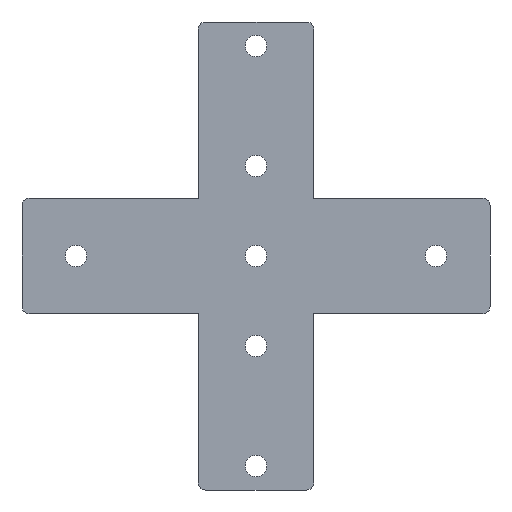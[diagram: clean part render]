
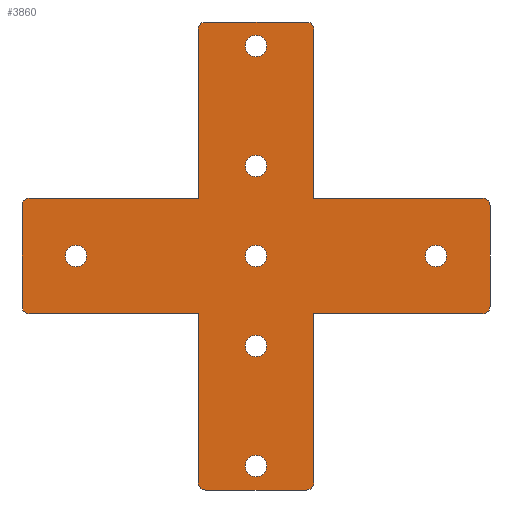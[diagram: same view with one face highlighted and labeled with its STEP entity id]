
A CAD part, front view. The second image highlights one B-rep face of the part: STEP entity #3860.
In plain terms, the highlighted planar face has unit normal (0, -1, 0).
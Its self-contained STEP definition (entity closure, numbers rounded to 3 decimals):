
#60=CARTESIAN_POINT('',(-94.5,-3.,21.));
#70=DIRECTION('',(0.,1.,0.));
#80=DIRECTION('',(-1.,0.,0.));
#90=AXIS2_PLACEMENT_3D('',#60,#70,#80);
#100=CIRCLE('',#90,3.);
#110=CARTESIAN_POINT('',(-97.5,-3.,21.));
#120=VERTEX_POINT('',#110);
#130=CARTESIAN_POINT('',(-94.5,-3.,24.));
#140=VERTEX_POINT('',#130);
#150=EDGE_CURVE('',#120,#140,#100,.T.);
#610=CARTESIAN_POINT('',(-24.,-3.,24.));
#620=VERTEX_POINT('',#610);
#650=CARTESIAN_POINT('',(0.,-3.,24.));
#660=DIRECTION('',(1.,0.,0.));
#670=VECTOR('',#660,1.);
#680=LINE('',#650,#670);
#690=EDGE_CURVE('',#140,#620,#680,.T.);
#790=CARTESIAN_POINT('',(-94.5,-3.,-21.));
#800=DIRECTION('',(0.,1.,0.));
#810=DIRECTION('',(-1.,0.,0.));
#820=AXIS2_PLACEMENT_3D('',#790,#800,#810);
#830=CIRCLE('',#820,3.);
#840=CARTESIAN_POINT('',(-94.5,-3.,-24.));
#850=VERTEX_POINT('',#840);
#860=CARTESIAN_POINT('',(-97.5,-3.,-21.));
#870=VERTEX_POINT('',#860);
#880=EDGE_CURVE('',#850,#870,#830,.T.);
#1290=CARTESIAN_POINT('',(-97.5,-3.,0.));
#1300=DIRECTION('',(0.,0.,1.));
#1310=VECTOR('',#1300,1.);
#1320=LINE('',#1290,#1310);
#1330=EDGE_CURVE('',#870,#120,#1320,.T.);
#1380=CARTESIAN_POINT('',(-98.,-3.,-98.));
#1390=DIRECTION('',(-0.,-1.,-0.));
#1400=DIRECTION('',(-1.,0.,0.));
#1410=AXIS2_PLACEMENT_3D('',#1380,#1390,#1400);
#1420=PLANE('',#1410);
#1430=CARTESIAN_POINT('',(-21.,-3.,94.5));
#1440=DIRECTION('',(0.,1.,0.));
#1450=DIRECTION('',(-1.,0.,0.));
#1460=AXIS2_PLACEMENT_3D('',#1430,#1440,#1450);
#1470=CIRCLE('',#1460,3.);
#1480=CARTESIAN_POINT('',(-24.,-3.,94.5));
#1490=VERTEX_POINT('',#1480);
#1500=CARTESIAN_POINT('',(-21.,-3.,97.5));
#1510=VERTEX_POINT('',#1500);
#1520=EDGE_CURVE('',#1490,#1510,#1470,.T.);
#1530=ORIENTED_EDGE('',*,*,#1520,.F.);
#1540=CARTESIAN_POINT('',(0.,-3.,97.5));
#1550=DIRECTION('',(1.,0.,0.));
#1560=VECTOR('',#1550,1.);
#1570=LINE('',#1540,#1560);
#1580=CARTESIAN_POINT('',(21.,-3.,97.5));
#1590=VERTEX_POINT('',#1580);
#1600=EDGE_CURVE('',#1510,#1590,#1570,.T.);
#1610=ORIENTED_EDGE('',*,*,#1600,.F.);
#1620=CARTESIAN_POINT('',(21.,-3.,94.5));
#1630=DIRECTION('',(0.,1.,0.));
#1640=DIRECTION('',(-1.,0.,0.));
#1650=AXIS2_PLACEMENT_3D('',#1620,#1630,#1640);
#1660=CIRCLE('',#1650,3.);
#1670=CARTESIAN_POINT('',(24.,-3.,94.5));
#1680=VERTEX_POINT('',#1670);
#1690=EDGE_CURVE('',#1590,#1680,#1660,.T.);
#1700=ORIENTED_EDGE('',*,*,#1690,.F.);
#1710=CARTESIAN_POINT('',(24.,-3.,0.));
#1720=DIRECTION('',(0.,0.,-1.));
#1730=VECTOR('',#1720,1.);
#1740=LINE('',#1710,#1730);
#1750=CARTESIAN_POINT('',(24.,-3.,24.));
#1760=VERTEX_POINT('',#1750);
#1770=EDGE_CURVE('',#1680,#1760,#1740,.T.);
#1780=ORIENTED_EDGE('',*,*,#1770,.F.);
#1790=CARTESIAN_POINT('',(0.,-3.,24.));
#1800=DIRECTION('',(1.,0.,0.));
#1810=VECTOR('',#1800,1.);
#1820=LINE('',#1790,#1810);
#1830=CARTESIAN_POINT('',(94.5,-3.,24.));
#1840=VERTEX_POINT('',#1830);
#1850=EDGE_CURVE('',#1760,#1840,#1820,.T.);
#1860=ORIENTED_EDGE('',*,*,#1850,.F.);
#1870=CARTESIAN_POINT('',(94.5,-3.,21.));
#1880=DIRECTION('',(0.,1.,0.));
#1890=DIRECTION('',(-1.,0.,0.));
#1900=AXIS2_PLACEMENT_3D('',#1870,#1880,#1890);
#1910=CIRCLE('',#1900,3.);
#1920=CARTESIAN_POINT('',(97.5,-3.,21.));
#1930=VERTEX_POINT('',#1920);
#1940=EDGE_CURVE('',#1840,#1930,#1910,.T.);
#1950=ORIENTED_EDGE('',*,*,#1940,.F.);
#1960=CARTESIAN_POINT('',(97.5,-3.,0.));
#1970=DIRECTION('',(0.,0.,-1.));
#1980=VECTOR('',#1970,1.);
#1990=LINE('',#1960,#1980);
#2000=CARTESIAN_POINT('',(97.5,-3.,-21.));
#2010=VERTEX_POINT('',#2000);
#2020=EDGE_CURVE('',#1930,#2010,#1990,.T.);
#2030=ORIENTED_EDGE('',*,*,#2020,.F.);
#2040=CARTESIAN_POINT('',(94.5,-3.,-21.));
#2050=DIRECTION('',(0.,1.,0.));
#2060=DIRECTION('',(-1.,0.,0.));
#2070=AXIS2_PLACEMENT_3D('',#2040,#2050,#2060);
#2080=CIRCLE('',#2070,3.);
#2090=CARTESIAN_POINT('',(94.5,-3.,-24.));
#2100=VERTEX_POINT('',#2090);
#2110=EDGE_CURVE('',#2010,#2100,#2080,.T.);
#2120=ORIENTED_EDGE('',*,*,#2110,.F.);
#2130=CARTESIAN_POINT('',(0.,-3.,-24.));
#2140=DIRECTION('',(-1.,0.,0.));
#2150=VECTOR('',#2140,1.);
#2160=LINE('',#2130,#2150);
#2170=CARTESIAN_POINT('',(24.,-3.,-24.));
#2180=VERTEX_POINT('',#2170);
#2190=EDGE_CURVE('',#2100,#2180,#2160,.T.);
#2200=ORIENTED_EDGE('',*,*,#2190,.F.);
#2210=CARTESIAN_POINT('',(24.,-3.,0.));
#2220=DIRECTION('',(0.,0.,-1.));
#2230=VECTOR('',#2220,1.);
#2240=LINE('',#2210,#2230);
#2250=CARTESIAN_POINT('',(24.,-3.,-94.5));
#2260=VERTEX_POINT('',#2250);
#2270=EDGE_CURVE('',#2180,#2260,#2240,.T.);
#2280=ORIENTED_EDGE('',*,*,#2270,.F.);
#2290=CARTESIAN_POINT('',(21.,-3.,-94.5));
#2300=DIRECTION('',(0.,1.,0.));
#2310=DIRECTION('',(-1.,0.,0.));
#2320=AXIS2_PLACEMENT_3D('',#2290,#2300,#2310);
#2330=CIRCLE('',#2320,3.);
#2340=CARTESIAN_POINT('',(21.,-3.,-97.5));
#2350=VERTEX_POINT('',#2340);
#2360=EDGE_CURVE('',#2260,#2350,#2330,.T.);
#2370=ORIENTED_EDGE('',*,*,#2360,.F.);
#2380=CARTESIAN_POINT('',(0.,-3.,-97.5));
#2390=DIRECTION('',(-1.,0.,0.));
#2400=VECTOR('',#2390,1.);
#2410=LINE('',#2380,#2400);
#2420=CARTESIAN_POINT('',(-21.,-3.,-97.5));
#2430=VERTEX_POINT('',#2420);
#2440=EDGE_CURVE('',#2350,#2430,#2410,.T.);
#2450=ORIENTED_EDGE('',*,*,#2440,.F.);
#2460=CARTESIAN_POINT('',(-21.,-3.,-94.5));
#2470=DIRECTION('',(0.,1.,0.));
#2480=DIRECTION('',(-1.,0.,0.));
#2490=AXIS2_PLACEMENT_3D('',#2460,#2470,#2480);
#2500=CIRCLE('',#2490,3.);
#2510=CARTESIAN_POINT('',(-24.,-3.,-94.5));
#2520=VERTEX_POINT('',#2510);
#2530=EDGE_CURVE('',#2430,#2520,#2500,.T.);
#2540=ORIENTED_EDGE('',*,*,#2530,.F.);
#2550=CARTESIAN_POINT('',(-24.,-3.,0.));
#2560=DIRECTION('',(0.,0.,1.));
#2570=VECTOR('',#2560,1.);
#2580=LINE('',#2550,#2570);
#2590=CARTESIAN_POINT('',(-24.,-3.,-24.));
#2600=VERTEX_POINT('',#2590);
#2610=EDGE_CURVE('',#2520,#2600,#2580,.T.);
#2620=ORIENTED_EDGE('',*,*,#2610,.F.);
#2630=CARTESIAN_POINT('',(0.,-3.,-24.));
#2640=DIRECTION('',(-1.,0.,0.));
#2650=VECTOR('',#2640,1.);
#2660=LINE('',#2630,#2650);
#2670=EDGE_CURVE('',#2600,#850,#2660,.T.);
#2680=ORIENTED_EDGE('',*,*,#2670,.F.);
#2690=ORIENTED_EDGE('',*,*,#880,.F.);
#2700=ORIENTED_EDGE('',*,*,#1330,.F.);
#2710=ORIENTED_EDGE('',*,*,#150,.F.);
#2720=ORIENTED_EDGE('',*,*,#690,.F.);
#2730=CARTESIAN_POINT('',(-24.,-3.,0.));
#2740=DIRECTION('',(0.,0.,1.));
#2750=VECTOR('',#2740,1.);
#2760=LINE('',#2730,#2750);
#2770=EDGE_CURVE('',#620,#1490,#2760,.T.);
#2780=ORIENTED_EDGE('',*,*,#2770,.F.);
#2790=EDGE_LOOP('',(#2780,#2720,#2710,#2700,#2690,#2680,#2620,#2540,
#2450,#2370,#2280,#2200,#2120,#2030,#1950,#1860,#1780,#1700,#1610,#1530)
);
#2800=FACE_OUTER_BOUND('',#2790,.T.);
#2810=CARTESIAN_POINT('',(-75.,-3.,0.));
#2820=DIRECTION('',(0.,-1.,0.));
#2830=DIRECTION('',(0.,0.,-1.));
#2840=AXIS2_PLACEMENT_3D('',#2810,#2820,#2830);
#2850=CIRCLE('',#2840,4.5);
#2860=CARTESIAN_POINT('',(-75.,-3.,-4.5));
#2870=VERTEX_POINT('',#2860);
#2880=CARTESIAN_POINT('',(-75.,-3.,4.5));
#2890=VERTEX_POINT('',#2880);
#2900=EDGE_CURVE('',#2870,#2890,#2850,.T.);
#2910=ORIENTED_EDGE('',*,*,#2900,.F.);
#2920=EDGE_CURVE('',#2890,#2870,#2850,.T.);
#2930=ORIENTED_EDGE('',*,*,#2920,.F.);
#2940=EDGE_LOOP('',(#2930,#2910));
#2950=FACE_BOUND('',#2940,.T.);
#2960=CARTESIAN_POINT('',(0.,-3.,87.5));
#2970=DIRECTION('',(0.,-1.,0.));
#2980=DIRECTION('',(0.,0.,-1.));
#2990=AXIS2_PLACEMENT_3D('',#2960,#2970,#2980);
#3000=CIRCLE('',#2990,4.5);
#3010=CARTESIAN_POINT('',(0.,-3.,83.));
#3020=VERTEX_POINT('',#3010);
#3030=CARTESIAN_POINT('',(0.,-3.,92.));
#3040=VERTEX_POINT('',#3030);
#3050=EDGE_CURVE('',#3020,#3040,#3000,.T.);
#3060=ORIENTED_EDGE('',*,*,#3050,.F.);
#3070=EDGE_CURVE('',#3040,#3020,#3000,.T.);
#3080=ORIENTED_EDGE('',*,*,#3070,.F.);
#3090=EDGE_LOOP('',(#3080,#3060));
#3100=FACE_BOUND('',#3090,.T.);
#3110=CARTESIAN_POINT('',(0.,-3.,37.5));
#3120=DIRECTION('',(0.,-1.,0.));
#3130=DIRECTION('',(0.,0.,-1.));
#3140=AXIS2_PLACEMENT_3D('',#3110,#3120,#3130);
#3150=CIRCLE('',#3140,4.5);
#3160=CARTESIAN_POINT('',(0.,-3.,33.));
#3170=VERTEX_POINT('',#3160);
#3180=CARTESIAN_POINT('',(0.,-3.,42.));
#3190=VERTEX_POINT('',#3180);
#3200=EDGE_CURVE('',#3170,#3190,#3150,.T.);
#3210=ORIENTED_EDGE('',*,*,#3200,.F.);
#3220=EDGE_CURVE('',#3190,#3170,#3150,.T.);
#3230=ORIENTED_EDGE('',*,*,#3220,.F.);
#3240=EDGE_LOOP('',(#3230,#3210));
#3250=FACE_BOUND('',#3240,.T.);
#3260=CARTESIAN_POINT('',(0.,-3.,-87.5));
#3270=DIRECTION('',(0.,-1.,0.));
#3280=DIRECTION('',(0.,0.,-1.));
#3290=AXIS2_PLACEMENT_3D('',#3260,#3270,#3280);
#3300=CIRCLE('',#3290,4.5);
#3310=CARTESIAN_POINT('',(0.,-3.,-92.));
#3320=VERTEX_POINT('',#3310);
#3330=CARTESIAN_POINT('',(0.,-3.,-83.));
#3340=VERTEX_POINT('',#3330);
#3350=EDGE_CURVE('',#3320,#3340,#3300,.T.);
#3360=ORIENTED_EDGE('',*,*,#3350,.F.);
#3370=EDGE_CURVE('',#3340,#3320,#3300,.T.);
#3380=ORIENTED_EDGE('',*,*,#3370,.F.);
#3390=EDGE_LOOP('',(#3380,#3360));
#3400=FACE_BOUND('',#3390,.T.);
#3410=CARTESIAN_POINT('',(0.,-3.,-37.5));
#3420=DIRECTION('',(0.,-1.,0.));
#3430=DIRECTION('',(0.,0.,-1.));
#3440=AXIS2_PLACEMENT_3D('',#3410,#3420,#3430);
#3450=CIRCLE('',#3440,4.5);
#3460=CARTESIAN_POINT('',(0.,-3.,-42.));
#3470=VERTEX_POINT('',#3460);
#3480=CARTESIAN_POINT('',(0.,-3.,-33.));
#3490=VERTEX_POINT('',#3480);
#3500=EDGE_CURVE('',#3470,#3490,#3450,.T.);
#3510=ORIENTED_EDGE('',*,*,#3500,.F.);
#3520=EDGE_CURVE('',#3490,#3470,#3450,.T.);
#3530=ORIENTED_EDGE('',*,*,#3520,.F.);
#3540=EDGE_LOOP('',(#3530,#3510));
#3550=FACE_BOUND('',#3540,.T.);
#3560=CARTESIAN_POINT('',(0.,-3.,0.));
#3570=DIRECTION('',(0.,-1.,0.));
#3580=DIRECTION('',(0.,0.,-1.));
#3590=AXIS2_PLACEMENT_3D('',#3560,#3570,#3580);
#3600=CIRCLE('',#3590,4.5);
#3610=CARTESIAN_POINT('',(0.,-3.,-4.5));
#3620=VERTEX_POINT('',#3610);
#3630=CARTESIAN_POINT('',(0.,-3.,4.5));
#3640=VERTEX_POINT('',#3630);
#3650=EDGE_CURVE('',#3620,#3640,#3600,.T.);
#3660=ORIENTED_EDGE('',*,*,#3650,.F.);
#3670=EDGE_CURVE('',#3640,#3620,#3600,.T.);
#3680=ORIENTED_EDGE('',*,*,#3670,.F.);
#3690=EDGE_LOOP('',(#3680,#3660));
#3700=FACE_BOUND('',#3690,.T.);
#3710=CARTESIAN_POINT('',(75.,-3.,0.));
#3720=DIRECTION('',(0.,-1.,0.));
#3730=DIRECTION('',(0.,0.,-1.));
#3740=AXIS2_PLACEMENT_3D('',#3710,#3720,#3730);
#3750=CIRCLE('',#3740,4.5);
#3760=CARTESIAN_POINT('',(75.,-3.,-4.5));
#3770=VERTEX_POINT('',#3760);
#3780=CARTESIAN_POINT('',(75.,-3.,4.5));
#3790=VERTEX_POINT('',#3780);
#3800=EDGE_CURVE('',#3770,#3790,#3750,.T.);
#3810=ORIENTED_EDGE('',*,*,#3800,.F.);
#3820=EDGE_CURVE('',#3790,#3770,#3750,.T.);
#3830=ORIENTED_EDGE('',*,*,#3820,.F.);
#3840=EDGE_LOOP('',(#3830,#3810));
#3850=FACE_BOUND('',#3840,.T.);
#3860=ADVANCED_FACE('',(#2800,#2950,#3100,#3250,#3400,#3550,#3700,#3850)
,#1420,.T.);
